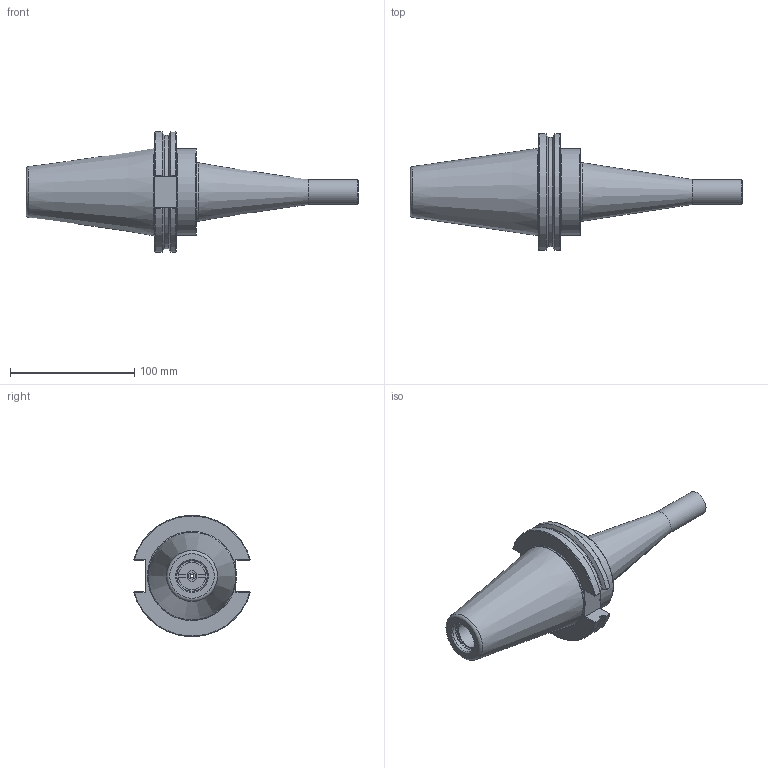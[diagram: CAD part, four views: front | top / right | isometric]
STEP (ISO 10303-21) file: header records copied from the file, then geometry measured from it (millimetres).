
FILE_DESCRIPTION(/* description */ (''),/* implementation_level */ '2;1');
FILE_NAME(/* name */ 'DCAT50-MX08-165.stp',/* time_stamp */ '2019-07-15T12:28:29-05:00',/* author */ ('ldfli'),/* organization */ (''),/* preprocessor_version */ 'ST-DEVELOPER v18',/* originating_system */ 'Autodesk Inventor LT',/* authorisation */ '');
FILE_SCHEMA (('AUTOMOTIVE_DESIGN { 1 0 10303 214 3 1 1 }'));
Length unit declared in the file: millimetre
Products named in the file (1): DCAT50-MX08-165
Bounding box: 266.77 x 93.8 x 97.14 mm (x, y, z)
Volume: 503949 mm3; surface area: 76953.1 mm2
Topology: 5 solids, 5 shells, 150 faces, 429 edges, 300 vertices
Faces by surface type: plane 86, cylinder 26, cone 21, torus 16, bspline 1
Full cylindrical faces by diameter (mm): 3 x1, 4 x1, 8 x2, 8.5 x1, 10 x1, 12 x1, 13 x4, 14 x1, 20 x1, 21.971 x1, 25 x1, 25.4 x3, 69.85 x1, 70 x1
Entity records: 5119 total; most frequent: CARTESIAN_POINT 1068, ORIENTED_EDGE 858, DIRECTION 849, EDGE_CURVE 429, AXIS2_PLACEMENT_3D 323, VERTEX_POINT 300, LINE 203, VECTOR 203
